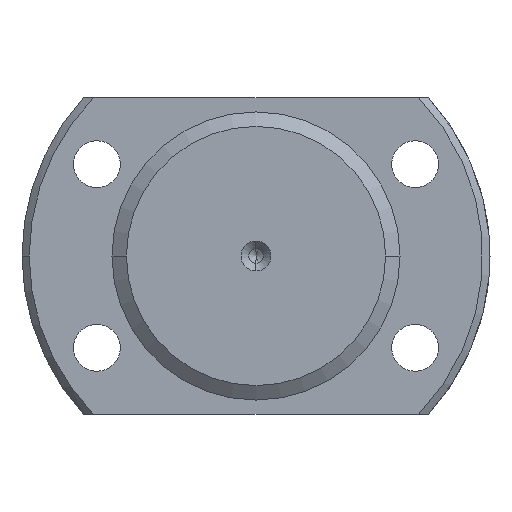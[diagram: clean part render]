
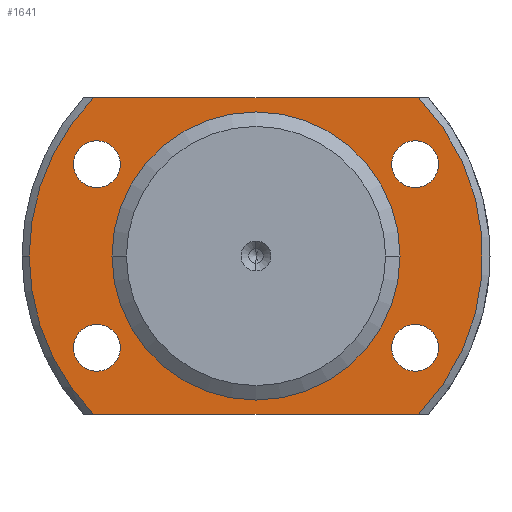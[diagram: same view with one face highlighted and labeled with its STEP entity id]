
A CAD part, left-side view. The second image highlights one B-rep face of the part: STEP entity #1641.
In plain terms, the highlighted planar face has unit normal (-1, 0, 0).
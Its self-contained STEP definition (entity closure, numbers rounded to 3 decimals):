
#39 = VERTEX_POINT ( 'NONE', #66 ) ;
#42 = CARTESIAN_POINT ( 'NONE',  ( 17.5, 22.1, -12.75 ) ) ;
#66 = CARTESIAN_POINT ( 'NONE',  ( 17.5, -25.35, -12.75 ) ) ;
#84 = DIRECTION ( 'NONE',  ( 0., 1., 0. ) ) ;
#101 = VECTOR ( 'NONE', #1605, 1000. ) ;
#114 = VERTEX_POINT ( 'NONE', #1806 ) ;
#161 = DIRECTION ( 'NONE',  ( 0., 1., 0. ) ) ;
#215 = AXIS2_PLACEMENT_3D ( 'NONE', #1643, #2634, #422 ) ;
#242 = DIRECTION ( 'NONE',  ( 0., 1., 0. ) ) ;
#243 = CIRCLE ( 'NONE', #1370, 31.5 ) ;
#250 = CARTESIAN_POINT ( 'NONE',  ( 17.5, -22.1, 12.75 ) ) ;
#269 = DIRECTION ( 'NONE',  ( 0., 1., 0. ) ) ;
#294 = AXIS2_PLACEMENT_3D ( 'NONE', #1703, #2460, #2688 ) ;
#328 = CIRCLE ( 'NONE', #2144, 20. ) ;
#356 = EDGE_CURVE ( 'NONE', #2198, #1298, #637, .T. ) ;
#361 = ORIENTED_EDGE ( 'NONE', *, *, #2351, .T. ) ;
#377 = VERTEX_POINT ( 'NONE', #3180 ) ;
#397 = EDGE_LOOP ( 'NONE', ( #2239, #2429, #574, #3124, #3076 ) ) ;
#421 = FACE_BOUND ( 'NONE', #1384, .T. ) ;
#422 = DIRECTION ( 'NONE',  ( 0., 1., 0. ) ) ;
#548 = CARTESIAN_POINT ( 'NONE',  ( 17.5, -25.35, 12.75 ) ) ;
#574 = ORIENTED_EDGE ( 'NONE', *, *, #1220, .F. ) ;
#575 = CARTESIAN_POINT ( 'NONE',  ( 17.5, -18.85, 12.75 ) ) ;
#577 = EDGE_CURVE ( 'NONE', #1101, #2610, #328, .T. ) ;
#582 = VECTOR ( 'NONE', #1428, 1000. ) ;
#606 = CARTESIAN_POINT ( 'NONE',  ( 17.5, -20., 22. ) ) ;
#609 = CARTESIAN_POINT ( 'NONE',  ( 17.5, 25.35, -12.75 ) ) ;
#615 = AXIS2_PLACEMENT_3D ( 'NONE', #1214, #1394, #942 ) ;
#637 = CIRCLE ( 'NONE', #1692, 3.25 ) ;
#643 = AXIS2_PLACEMENT_3D ( 'NONE', #1569, #2588, #84 ) ;
#646 = CIRCLE ( 'NONE', #708, 3.25 ) ;
#676 = PLANE ( 'NONE',  #294 ) ;
#698 = DIRECTION ( 'NONE',  ( 0., 1., 0. ) ) ;
#701 = FACE_BOUND ( 'NONE', #3059, .T. ) ;
#708 = AXIS2_PLACEMENT_3D ( 'NONE', #1816, #1020, #2992 ) ;
#710 = CARTESIAN_POINT ( 'NONE',  ( 17.5, 22.1, -12.75 ) ) ;
#869 = LINE ( 'NONE', #606, #101 ) ;
#882 = DIRECTION ( 'NONE',  ( 0., 1., 0. ) ) ;
#895 = ORIENTED_EDGE ( 'NONE', *, *, #1660, .T. ) ;
#920 = CARTESIAN_POINT ( 'NONE',  ( 17.5, 20., 0. ) ) ;
#933 = DIRECTION ( 'NONE',  ( 1., 0., 0. ) ) ;
#935 = FACE_BOUND ( 'NONE', #961, .T. ) ;
#942 = DIRECTION ( 'NONE',  ( 0., 1., 0. ) ) ;
#961 = EDGE_LOOP ( 'NONE', ( #1597, #361 ) ) ;
#969 = DIRECTION ( 'NONE',  ( 1., 0., 0. ) ) ;
#978 = DIRECTION ( 'NONE',  ( 0., 1., 0. ) ) ;
#1020 = DIRECTION ( 'NONE',  ( 1., 0., 0. ) ) ;
#1033 = VERTEX_POINT ( 'NONE', #2311 ) ;
#1040 = VERTEX_POINT ( 'NONE', #575 ) ;
#1094 = ORIENTED_EDGE ( 'NONE', *, *, #356, .T. ) ;
#1101 = VERTEX_POINT ( 'NONE', #920 ) ;
#1103 = AXIS2_PLACEMENT_3D ( 'NONE', #42, #1261, #2010 ) ;
#1173 = VERTEX_POINT ( 'NONE', #2575 ) ;
#1214 = CARTESIAN_POINT ( 'NONE',  ( 17.5, 0., 0. ) ) ;
#1220 = EDGE_CURVE ( 'NONE', #2139, #1341, #243, .T. ) ;
#1247 = CARTESIAN_POINT ( 'NONE',  ( 17.5, 22.1, 12.75 ) ) ;
#1261 = DIRECTION ( 'NONE',  ( 1., 0., 0. ) ) ;
#1275 = AXIS2_PLACEMENT_3D ( 'NONE', #2855, #933, #1892 ) ;
#1298 = VERTEX_POINT ( 'NONE', #2779 ) ;
#1299 = CARTESIAN_POINT ( 'NONE',  ( 17.5, 31.5, 0. ) ) ;
#1303 = AXIS2_PLACEMENT_3D ( 'NONE', #710, #1684, #161 ) ;
#1310 = EDGE_CURVE ( 'NONE', #1033, #39, #2732, .T. ) ;
#1341 = VERTEX_POINT ( 'NONE', #1299 ) ;
#1346 = VERTEX_POINT ( 'NONE', #609 ) ;
#1370 = AXIS2_PLACEMENT_3D ( 'NONE', #2636, #2392, #882 ) ;
#1384 = EDGE_LOOP ( 'NONE', ( #1094, #1414 ) ) ;
#1394 = DIRECTION ( 'NONE',  ( 1., 0., 0. ) ) ;
#1399 = CIRCLE ( 'NONE', #1303, 3.25 ) ;
#1410 = EDGE_CURVE ( 'NONE', #1173, #2064, #2569, .T. ) ;
#1414 = ORIENTED_EDGE ( 'NONE', *, *, #2750, .T. ) ;
#1418 = CIRCLE ( 'NONE', #1275, 31.5 ) ;
#1428 = DIRECTION ( 'NONE',  ( 0., -1., 0. ) ) ;
#1447 = LINE ( 'NONE', #3225, #582 ) ;
#1557 = CIRCLE ( 'NONE', #1836, 3.25 ) ;
#1569 = CARTESIAN_POINT ( 'NONE',  ( 17.5, -22.1, -12.75 ) ) ;
#1576 = CARTESIAN_POINT ( 'NONE',  ( 17.5, -20., 0. ) ) ;
#1597 = ORIENTED_EDGE ( 'NONE', *, *, #1310, .T. ) ;
#1605 = DIRECTION ( 'NONE',  ( 0., -1., 0. ) ) ;
#1641 = ADVANCED_FACE ( 'NONE', ( #421, #2923, #935, #2903, #701, #2478 ), #676, .F. ) ;
#1643 = CARTESIAN_POINT ( 'NONE',  ( 17.5, 22.1, 12.75 ) ) ;
#1660 = EDGE_CURVE ( 'NONE', #1040, #2991, #646, .T. ) ;
#1663 = CARTESIAN_POINT ( 'NONE',  ( 17.5, 25.35, 12.75 ) ) ;
#1677 = CIRCLE ( 'NONE', #1103, 3.25 ) ;
#1684 = DIRECTION ( 'NONE',  ( 1., 0., 0. ) ) ;
#1692 = AXIS2_PLACEMENT_3D ( 'NONE', #1247, #2496, #269 ) ;
#1703 = CARTESIAN_POINT ( 'NONE',  ( 17.5, -20., 0. ) ) ;
#1806 = CARTESIAN_POINT ( 'NONE',  ( 17.5, 22.544, 22. ) ) ;
#1816 = CARTESIAN_POINT ( 'NONE',  ( 17.5, -22.1, 12.75 ) ) ;
#1836 = AXIS2_PLACEMENT_3D ( 'NONE', #2707, #2465, #242 ) ;
#1850 = EDGE_CURVE ( 'NONE', #2139, #2064, #1447, .T. ) ;
#1868 = ORIENTED_EDGE ( 'NONE', *, *, #2936, .T. ) ;
#1879 = EDGE_CURVE ( 'NONE', #1341, #114, #1418, .T. ) ;
#1892 = DIRECTION ( 'NONE',  ( 0., 1., 0. ) ) ;
#2010 = DIRECTION ( 'NONE',  ( 0., 1., 0. ) ) ;
#2033 = AXIS2_PLACEMENT_3D ( 'NONE', #250, #2176, #698 ) ;
#2064 = VERTEX_POINT ( 'NONE', #2776 ) ;
#2084 = CIRCLE ( 'NONE', #615, 20. ) ;
#2124 = ORIENTED_EDGE ( 'NONE', *, *, #577, .T. ) ;
#2128 = ORIENTED_EDGE ( 'NONE', *, *, #2301, .T. ) ;
#2134 = EDGE_CURVE ( 'NONE', #2991, #1040, #2958, .T. ) ;
#2139 = VERTEX_POINT ( 'NONE', #2491 ) ;
#2144 = AXIS2_PLACEMENT_3D ( 'NONE', #2684, #969, #2402 ) ;
#2176 = DIRECTION ( 'NONE',  ( 1., 0., 0. ) ) ;
#2198 = VERTEX_POINT ( 'NONE', #1663 ) ;
#2236 = CARTESIAN_POINT ( 'NONE',  ( 17.5, 0., 0. ) ) ;
#2239 = ORIENTED_EDGE ( 'NONE', *, *, #2574, .F. ) ;
#2257 = DIRECTION ( 'NONE',  ( 1., 0., 0. ) ) ;
#2301 = EDGE_CURVE ( 'NONE', #2610, #1101, #2084, .T. ) ;
#2311 = CARTESIAN_POINT ( 'NONE',  ( 17.5, -18.85, -12.75 ) ) ;
#2322 = EDGE_CURVE ( 'NONE', #1346, #377, #1399, .T. ) ;
#2351 = EDGE_CURVE ( 'NONE', #39, #1033, #1557, .T. ) ;
#2392 = DIRECTION ( 'NONE',  ( 1., 0., 0. ) ) ;
#2402 = DIRECTION ( 'NONE',  ( 0., 1., 0. ) ) ;
#2429 = ORIENTED_EDGE ( 'NONE', *, *, #1879, .F. ) ;
#2460 = DIRECTION ( 'NONE',  ( 1., 0., 0. ) ) ;
#2465 = DIRECTION ( 'NONE',  ( 1., 0., 0. ) ) ;
#2478 = FACE_OUTER_BOUND ( 'NONE', #397, .T. ) ;
#2482 = ORIENTED_EDGE ( 'NONE', *, *, #2134, .T. ) ;
#2486 = ORIENTED_EDGE ( 'NONE', *, *, #2322, .T. ) ;
#2491 = CARTESIAN_POINT ( 'NONE',  ( 17.5, 22.544, -22. ) ) ;
#2496 = DIRECTION ( 'NONE',  ( 1., 0., 0. ) ) ;
#2569 = CIRCLE ( 'NONE', #2986, 31.5 ) ;
#2572 = EDGE_LOOP ( 'NONE', ( #2486, #1868 ) ) ;
#2574 = EDGE_CURVE ( 'NONE', #114, #1173, #869, .T. ) ;
#2575 = CARTESIAN_POINT ( 'NONE',  ( 17.5, -22.544, 22. ) ) ;
#2588 = DIRECTION ( 'NONE',  ( 1., 0., 0. ) ) ;
#2610 = VERTEX_POINT ( 'NONE', #1576 ) ;
#2634 = DIRECTION ( 'NONE',  ( 1., 0., 0. ) ) ;
#2636 = CARTESIAN_POINT ( 'NONE',  ( 17.5, 0., 0. ) ) ;
#2684 = CARTESIAN_POINT ( 'NONE',  ( 17.5, 0., 0. ) ) ;
#2688 = DIRECTION ( 'NONE',  ( 0., 1., 0. ) ) ;
#2707 = CARTESIAN_POINT ( 'NONE',  ( 17.5, -22.1, -12.75 ) ) ;
#2732 = CIRCLE ( 'NONE', #643, 3.25 ) ;
#2750 = EDGE_CURVE ( 'NONE', #1298, #2198, #3015, .T. ) ;
#2776 = CARTESIAN_POINT ( 'NONE',  ( 17.5, -22.544, -22. ) ) ;
#2779 = CARTESIAN_POINT ( 'NONE',  ( 17.5, 18.85, 12.75 ) ) ;
#2855 = CARTESIAN_POINT ( 'NONE',  ( 17.5, 0., 0. ) ) ;
#2903 = FACE_BOUND ( 'NONE', #2572, .T. ) ;
#2923 = FACE_BOUND ( 'NONE', #3104, .T. ) ;
#2936 = EDGE_CURVE ( 'NONE', #377, #1346, #1677, .T. ) ;
#2958 = CIRCLE ( 'NONE', #2033, 3.25 ) ;
#2986 = AXIS2_PLACEMENT_3D ( 'NONE', #2236, #2257, #978 ) ;
#2991 = VERTEX_POINT ( 'NONE', #548 ) ;
#2992 = DIRECTION ( 'NONE',  ( 0., 1., 0. ) ) ;
#3015 = CIRCLE ( 'NONE', #215, 3.25 ) ;
#3059 = EDGE_LOOP ( 'NONE', ( #2124, #2128 ) ) ;
#3076 = ORIENTED_EDGE ( 'NONE', *, *, #1410, .F. ) ;
#3104 = EDGE_LOOP ( 'NONE', ( #895, #2482 ) ) ;
#3124 = ORIENTED_EDGE ( 'NONE', *, *, #1850, .T. ) ;
#3180 = CARTESIAN_POINT ( 'NONE',  ( 17.5, 18.85, -12.75 ) ) ;
#3225 = CARTESIAN_POINT ( 'NONE',  ( 17.5, -20., -22. ) ) ;
